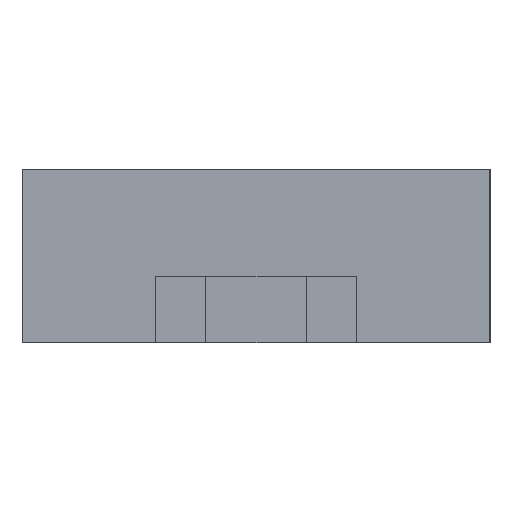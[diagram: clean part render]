
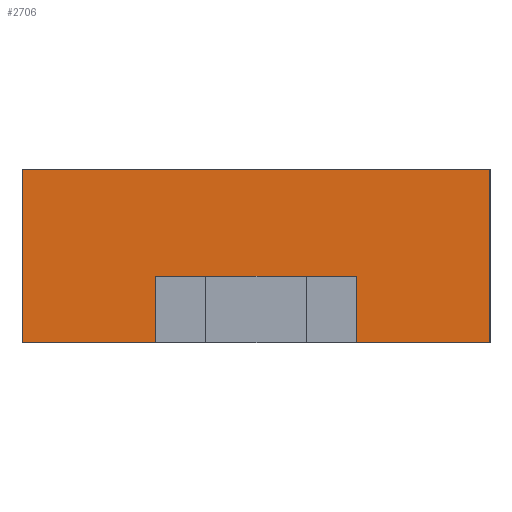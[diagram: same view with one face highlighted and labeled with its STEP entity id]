
A CAD part, left-side view. The second image highlights one B-rep face of the part: STEP entity #2706.
In plain terms, the highlighted planar face has unit normal (-1, 0, 0).
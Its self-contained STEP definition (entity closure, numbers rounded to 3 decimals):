
#2590 = EDGE_CURVE('',#2591,#2593,#2595,.T.);
#2591 = VERTEX_POINT('',#2592);
#2592 = CARTESIAN_POINT('',(-1.5,0.7,0.));
#2593 = VERTEX_POINT('',#2594);
#2594 = CARTESIAN_POINT('',(-1.5,0.7,0.52));
#2595 = SURFACE_CURVE('',#2596,(#2600,#2612),.PCURVE_S1.);
#2596 = LINE('',#2597,#2598);
#2597 = CARTESIAN_POINT('',(-1.5,0.7,0.));
#2598 = VECTOR('',#2599,1.);
#2599 = DIRECTION('',(0.,0.,1.));
#2600 = PCURVE('',#2601,#2606);
#2601 = PLANE('',#2602);
#2602 = AXIS2_PLACEMENT_3D('',#2603,#2604,#2605);
#2603 = CARTESIAN_POINT('',(-1.5,0.7,0.));
#2604 = DIRECTION('',(0.,1.,0.));
#2605 = DIRECTION('',(1.,0.,0.));
#2606 = DEFINITIONAL_REPRESENTATION('',(#2607),#2611);
#2607 = LINE('',#2608,#2609);
#2608 = CARTESIAN_POINT('',(0.,0.));
#2609 = VECTOR('',#2610,1.);
#2610 = DIRECTION('',(0.,-1.));
#2611 = ( GEOMETRIC_REPRESENTATION_CONTEXT(2) 
PARAMETRIC_REPRESENTATION_CONTEXT() REPRESENTATION_CONTEXT('2D SPACE',''
  ) );
#2612 = PCURVE('',#2613,#2618);
#2613 = PLANE('',#2614);
#2614 = AXIS2_PLACEMENT_3D('',#2615,#2616,#2617);
#2615 = CARTESIAN_POINT('',(-1.5,-0.7,0.));
#2616 = DIRECTION('',(-1.,0.,0.));
#2617 = DIRECTION('',(0.,1.,0.));
#2618 = DEFINITIONAL_REPRESENTATION('',(#2619),#2623);
#2619 = LINE('',#2620,#2621);
#2620 = CARTESIAN_POINT('',(1.4,0.));
#2621 = VECTOR('',#2622,1.);
#2622 = DIRECTION('',(0.,-1.));
#2623 = ( GEOMETRIC_REPRESENTATION_CONTEXT(2) 
PARAMETRIC_REPRESENTATION_CONTEXT() REPRESENTATION_CONTEXT('2D SPACE',''
  ) );
#2641 = PLANE('',#2642);
#2642 = AXIS2_PLACEMENT_3D('',#2643,#2644,#2645);
#2643 = CARTESIAN_POINT('',(-1.5,0.7,0.52));
#2644 = DIRECTION('',(0.,0.,1.));
#2645 = DIRECTION('',(1.,0.,0.));
#2695 = PLANE('',#2696);
#2696 = AXIS2_PLACEMENT_3D('',#2697,#2698,#2699);
#2697 = CARTESIAN_POINT('',(-1.5,0.7,0.));
#2698 = DIRECTION('',(0.,0.,1.));
#2699 = DIRECTION('',(1.,0.,0.));
#2706 = ADVANCED_FACE('',(#2707),#2613,.T.);
#2707 = FACE_BOUND('',#2708,.T.);
#2708 = EDGE_LOOP('',(#2709,#2734,#2762,#2783,#2784,#2807,#2835,#2863));
#2709 = ORIENTED_EDGE('',*,*,#2710,.F.);
#2710 = EDGE_CURVE('',#2711,#2713,#2715,.T.);
#2711 = VERTEX_POINT('',#2712);
#2712 = CARTESIAN_POINT('',(-1.5,-0.7,0.));
#2713 = VERTEX_POINT('',#2714);
#2714 = CARTESIAN_POINT('',(-1.5,-0.3,0.));
#2715 = SURFACE_CURVE('',#2716,(#2720,#2727),.PCURVE_S1.);
#2716 = LINE('',#2717,#2718);
#2717 = CARTESIAN_POINT('',(-1.5,-0.7,0.));
#2718 = VECTOR('',#2719,1.);
#2719 = DIRECTION('',(0.,1.,0.));
#2720 = PCURVE('',#2613,#2721);
#2721 = DEFINITIONAL_REPRESENTATION('',(#2722),#2726);
#2722 = LINE('',#2723,#2724);
#2723 = CARTESIAN_POINT('',(0.,0.));
#2724 = VECTOR('',#2725,1.);
#2725 = DIRECTION('',(1.,0.));
#2726 = ( GEOMETRIC_REPRESENTATION_CONTEXT(2) 
PARAMETRIC_REPRESENTATION_CONTEXT() REPRESENTATION_CONTEXT('2D SPACE',''
  ) );
#2727 = PCURVE('',#2695,#2728);
#2728 = DEFINITIONAL_REPRESENTATION('',(#2729),#2733);
#2729 = LINE('',#2730,#2731);
#2730 = CARTESIAN_POINT('',(0.,-1.4));
#2731 = VECTOR('',#2732,1.);
#2732 = DIRECTION('',(0.,1.));
#2733 = ( GEOMETRIC_REPRESENTATION_CONTEXT(2) 
PARAMETRIC_REPRESENTATION_CONTEXT() REPRESENTATION_CONTEXT('2D SPACE',''
  ) );
#2734 = ORIENTED_EDGE('',*,*,#2735,.T.);
#2735 = EDGE_CURVE('',#2711,#2736,#2738,.T.);
#2736 = VERTEX_POINT('',#2737);
#2737 = CARTESIAN_POINT('',(-1.5,-0.7,0.52));
#2738 = SURFACE_CURVE('',#2739,(#2743,#2750),.PCURVE_S1.);
#2739 = LINE('',#2740,#2741);
#2740 = CARTESIAN_POINT('',(-1.5,-0.7,0.));
#2741 = VECTOR('',#2742,1.);
#2742 = DIRECTION('',(0.,0.,1.));
#2743 = PCURVE('',#2613,#2744);
#2744 = DEFINITIONAL_REPRESENTATION('',(#2745),#2749);
#2745 = LINE('',#2746,#2747);
#2746 = CARTESIAN_POINT('',(0.,0.));
#2747 = VECTOR('',#2748,1.);
#2748 = DIRECTION('',(0.,-1.));
#2749 = ( GEOMETRIC_REPRESENTATION_CONTEXT(2) 
PARAMETRIC_REPRESENTATION_CONTEXT() REPRESENTATION_CONTEXT('2D SPACE',''
  ) );
#2750 = PCURVE('',#2751,#2756);
#2751 = PLANE('',#2752);
#2752 = AXIS2_PLACEMENT_3D('',#2753,#2754,#2755);
#2753 = CARTESIAN_POINT('',(1.5,-0.7,0.));
#2754 = DIRECTION('',(0.,-1.,0.));
#2755 = DIRECTION('',(-1.,0.,0.));
#2756 = DEFINITIONAL_REPRESENTATION('',(#2757),#2761);
#2757 = LINE('',#2758,#2759);
#2758 = CARTESIAN_POINT('',(3.,0.));
#2759 = VECTOR('',#2760,1.);
#2760 = DIRECTION('',(0.,-1.));
#2761 = ( GEOMETRIC_REPRESENTATION_CONTEXT(2) 
PARAMETRIC_REPRESENTATION_CONTEXT() REPRESENTATION_CONTEXT('2D SPACE',''
  ) );
#2762 = ORIENTED_EDGE('',*,*,#2763,.T.);
#2763 = EDGE_CURVE('',#2736,#2593,#2764,.T.);
#2764 = SURFACE_CURVE('',#2765,(#2769,#2776),.PCURVE_S1.);
#2765 = LINE('',#2766,#2767);
#2766 = CARTESIAN_POINT('',(-1.5,-0.7,0.52));
#2767 = VECTOR('',#2768,1.);
#2768 = DIRECTION('',(0.,1.,0.));
#2769 = PCURVE('',#2613,#2770);
#2770 = DEFINITIONAL_REPRESENTATION('',(#2771),#2775);
#2771 = LINE('',#2772,#2773);
#2772 = CARTESIAN_POINT('',(0.,-0.52));
#2773 = VECTOR('',#2774,1.);
#2774 = DIRECTION('',(1.,0.));
#2775 = ( GEOMETRIC_REPRESENTATION_CONTEXT(2) 
PARAMETRIC_REPRESENTATION_CONTEXT() REPRESENTATION_CONTEXT('2D SPACE',''
  ) );
#2776 = PCURVE('',#2641,#2777);
#2777 = DEFINITIONAL_REPRESENTATION('',(#2778),#2782);
#2778 = LINE('',#2779,#2780);
#2779 = CARTESIAN_POINT('',(0.,-1.4));
#2780 = VECTOR('',#2781,1.);
#2781 = DIRECTION('',(0.,1.));
#2782 = ( GEOMETRIC_REPRESENTATION_CONTEXT(2) 
PARAMETRIC_REPRESENTATION_CONTEXT() REPRESENTATION_CONTEXT('2D SPACE',''
  ) );
#2783 = ORIENTED_EDGE('',*,*,#2590,.F.);
#2784 = ORIENTED_EDGE('',*,*,#2785,.F.);
#2785 = EDGE_CURVE('',#2786,#2591,#2788,.T.);
#2786 = VERTEX_POINT('',#2787);
#2787 = CARTESIAN_POINT('',(-1.5,0.3,0.));
#2788 = SURFACE_CURVE('',#2789,(#2793,#2800),.PCURVE_S1.);
#2789 = LINE('',#2790,#2791);
#2790 = CARTESIAN_POINT('',(-1.5,-0.7,0.));
#2791 = VECTOR('',#2792,1.);
#2792 = DIRECTION('',(0.,1.,0.));
#2793 = PCURVE('',#2613,#2794);
#2794 = DEFINITIONAL_REPRESENTATION('',(#2795),#2799);
#2795 = LINE('',#2796,#2797);
#2796 = CARTESIAN_POINT('',(0.,0.));
#2797 = VECTOR('',#2798,1.);
#2798 = DIRECTION('',(1.,0.));
#2799 = ( GEOMETRIC_REPRESENTATION_CONTEXT(2) 
PARAMETRIC_REPRESENTATION_CONTEXT() REPRESENTATION_CONTEXT('2D SPACE',''
  ) );
#2800 = PCURVE('',#2695,#2801);
#2801 = DEFINITIONAL_REPRESENTATION('',(#2802),#2806);
#2802 = LINE('',#2803,#2804);
#2803 = CARTESIAN_POINT('',(0.,-1.4));
#2804 = VECTOR('',#2805,1.);
#2805 = DIRECTION('',(0.,1.));
#2806 = ( GEOMETRIC_REPRESENTATION_CONTEXT(2) 
PARAMETRIC_REPRESENTATION_CONTEXT() REPRESENTATION_CONTEXT('2D SPACE',''
  ) );
#2807 = ORIENTED_EDGE('',*,*,#2808,.T.);
#2808 = EDGE_CURVE('',#2786,#2809,#2811,.T.);
#2809 = VERTEX_POINT('',#2810);
#2810 = CARTESIAN_POINT('',(-1.5,0.3,0.2));
#2811 = SURFACE_CURVE('',#2812,(#2816,#2823),.PCURVE_S1.);
#2812 = LINE('',#2813,#2814);
#2813 = CARTESIAN_POINT('',(-1.5,0.3,0.));
#2814 = VECTOR('',#2815,1.);
#2815 = DIRECTION('',(0.,0.,1.));
#2816 = PCURVE('',#2613,#2817);
#2817 = DEFINITIONAL_REPRESENTATION('',(#2818),#2822);
#2818 = LINE('',#2819,#2820);
#2819 = CARTESIAN_POINT('',(1.,0.));
#2820 = VECTOR('',#2821,1.);
#2821 = DIRECTION('',(0.,-1.));
#2822 = ( GEOMETRIC_REPRESENTATION_CONTEXT(2) 
PARAMETRIC_REPRESENTATION_CONTEXT() REPRESENTATION_CONTEXT('2D SPACE',''
  ) );
#2823 = PCURVE('',#2824,#2829);
#2824 = PLANE('',#2825);
#2825 = AXIS2_PLACEMENT_3D('',#2826,#2827,#2828);
#2826 = CARTESIAN_POINT('',(-1.3,0.3,0.));
#2827 = DIRECTION('',(0.,-1.,0.));
#2828 = DIRECTION('',(-1.,0.,0.));
#2829 = DEFINITIONAL_REPRESENTATION('',(#2830),#2834);
#2830 = LINE('',#2831,#2832);
#2831 = CARTESIAN_POINT('',(0.2,0.));
#2832 = VECTOR('',#2833,1.);
#2833 = DIRECTION('',(0.,-1.));
#2834 = ( GEOMETRIC_REPRESENTATION_CONTEXT(2) 
PARAMETRIC_REPRESENTATION_CONTEXT() REPRESENTATION_CONTEXT('2D SPACE',''
  ) );
#2835 = ORIENTED_EDGE('',*,*,#2836,.T.);
#2836 = EDGE_CURVE('',#2809,#2837,#2839,.T.);
#2837 = VERTEX_POINT('',#2838);
#2838 = CARTESIAN_POINT('',(-1.5,-0.3,0.2));
#2839 = SURFACE_CURVE('',#2840,(#2844,#2851),.PCURVE_S1.);
#2840 = LINE('',#2841,#2842);
#2841 = CARTESIAN_POINT('',(-1.5,0.3,0.2));
#2842 = VECTOR('',#2843,1.);
#2843 = DIRECTION('',(0.,-1.,0.));
#2844 = PCURVE('',#2613,#2845);
#2845 = DEFINITIONAL_REPRESENTATION('',(#2846),#2850);
#2846 = LINE('',#2847,#2848);
#2847 = CARTESIAN_POINT('',(1.,-0.2));
#2848 = VECTOR('',#2849,1.);
#2849 = DIRECTION('',(-1.,0.));
#2850 = ( GEOMETRIC_REPRESENTATION_CONTEXT(2) 
PARAMETRIC_REPRESENTATION_CONTEXT() REPRESENTATION_CONTEXT('2D SPACE',''
  ) );
#2851 = PCURVE('',#2852,#2857);
#2852 = PLANE('',#2853);
#2853 = AXIS2_PLACEMENT_3D('',#2854,#2855,#2856);
#2854 = CARTESIAN_POINT('',(-1.3,0.3,0.2));
#2855 = DIRECTION('',(0.,0.,1.));
#2856 = DIRECTION('',(1.,0.,0.));
#2857 = DEFINITIONAL_REPRESENTATION('',(#2858),#2862);
#2858 = LINE('',#2859,#2860);
#2859 = CARTESIAN_POINT('',(-0.2,0.));
#2860 = VECTOR('',#2861,1.);
#2861 = DIRECTION('',(0.,-1.));
#2862 = ( GEOMETRIC_REPRESENTATION_CONTEXT(2) 
PARAMETRIC_REPRESENTATION_CONTEXT() REPRESENTATION_CONTEXT('2D SPACE',''
  ) );
#2863 = ORIENTED_EDGE('',*,*,#2864,.F.);
#2864 = EDGE_CURVE('',#2713,#2837,#2865,.T.);
#2865 = SURFACE_CURVE('',#2866,(#2870,#2877),.PCURVE_S1.);
#2866 = LINE('',#2867,#2868);
#2867 = CARTESIAN_POINT('',(-1.5,-0.3,0.));
#2868 = VECTOR('',#2869,1.);
#2869 = DIRECTION('',(0.,0.,1.));
#2870 = PCURVE('',#2613,#2871);
#2871 = DEFINITIONAL_REPRESENTATION('',(#2872),#2876);
#2872 = LINE('',#2873,#2874);
#2873 = CARTESIAN_POINT('',(0.4,0.));
#2874 = VECTOR('',#2875,1.);
#2875 = DIRECTION('',(0.,-1.));
#2876 = ( GEOMETRIC_REPRESENTATION_CONTEXT(2) 
PARAMETRIC_REPRESENTATION_CONTEXT() REPRESENTATION_CONTEXT('2D SPACE',''
  ) );
#2877 = PCURVE('',#2878,#2883);
#2878 = PLANE('',#2879);
#2879 = AXIS2_PLACEMENT_3D('',#2880,#2881,#2882);
#2880 = CARTESIAN_POINT('',(-1.5,-0.3,0.));
#2881 = DIRECTION('',(0.,1.,0.));
#2882 = DIRECTION('',(1.,0.,0.));
#2883 = DEFINITIONAL_REPRESENTATION('',(#2884),#2888);
#2884 = LINE('',#2885,#2886);
#2885 = CARTESIAN_POINT('',(0.,0.));
#2886 = VECTOR('',#2887,1.);
#2887 = DIRECTION('',(0.,-1.));
#2888 = ( GEOMETRIC_REPRESENTATION_CONTEXT(2) 
PARAMETRIC_REPRESENTATION_CONTEXT() REPRESENTATION_CONTEXT('2D SPACE',''
  ) );
